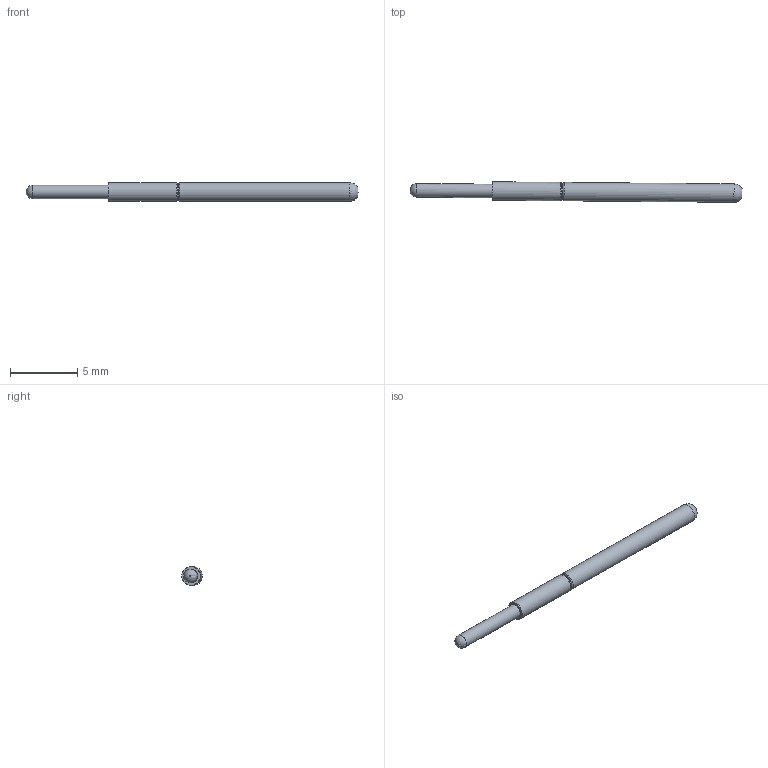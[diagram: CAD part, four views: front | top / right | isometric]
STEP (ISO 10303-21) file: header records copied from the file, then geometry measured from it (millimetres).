
FILE_DESCRIPTION (( 'STEP AP214' ), '1' );
FILE_NAME ('100-PL_1640_.STEP', '2017-05-16T12:10:15', ( '' ), ( '' ), 'SwSTEP 2.0', 'SolidWorks 2016', '' );
FILE_SCHEMA (( 'AUTOMOTIVE_DESIGN' ));
Length unit declared in the file: inch
Products named in the file (1): 100-PL_1640_
Bounding box: 24.64 x 1.53 x 1.38 mm (x, y, z)
Volume: 31.7 mm3; surface area: 100.5 mm2
Topology: 1 solids, 1 shells, 16 faces, 37 edges, 24 vertices
Faces by surface type: plane 4, torus 4, cylinder 4, cone 2, sphere 2
Full cylindrical faces by diameter (mm): 1.016 x1, 1.163 x1, 1.367 x2
Entity records: 562 total; most frequent: DIRECTION 64, CARTESIAN_POINT 47, AXIS2_PLACEMENT_3D 32, ORIENTED_EDGE 30, EDGE_LOOP 30, FACE_OUTER_BOUND 26, UNCERTAINTY_MEASURE_WITH_UNIT 19, LENGTH_MEASURE_WITH_UNIT 19
